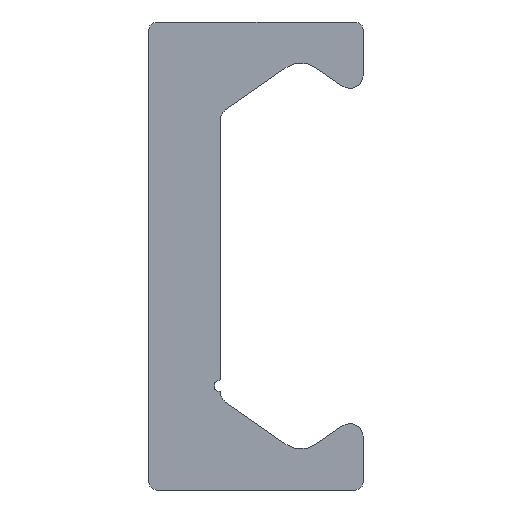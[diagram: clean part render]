
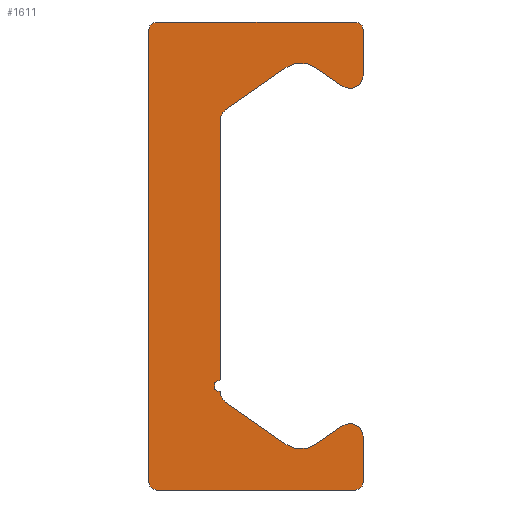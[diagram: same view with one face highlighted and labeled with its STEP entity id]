
A CAD part, left-side view. The second image highlights one B-rep face of the part: STEP entity #1611.
In plain terms, the highlighted planar face has unit normal (-1, 0, 0).
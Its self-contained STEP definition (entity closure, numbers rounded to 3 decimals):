
#804=CARTESIAN_POINT('',(0.0,3.825,-9.));
#805=VERTEX_POINT('',#804);
#812=CARTESIAN_POINT('',(0.0,4.125,-8.7));
#813=VERTEX_POINT('',#812);
#814=CARTESIAN_POINT('',(0.0,3.825,-8.7));
#815=DIRECTION('',(1.0,0.0,0.0));
#816=DIRECTION('',(0.0,0.0,-1.0));
#817=AXIS2_PLACEMENT_3D('',#814,#815,#816);
#818=CIRCLE('',#817,0.3);
#819=EDGE_CURVE('',#805,#813,#818,.T.);
#843=CARTESIAN_POINT('',(0.0,-3.825,-9.));
#844=VERTEX_POINT('',#843);
#851=CARTESIAN_POINT('',(0.0,-3.825,-9.));
#852=DIRECTION('',(0.0,1.0,0.0));
#853=VECTOR('',#852,7.65);
#854=LINE('',#851,#853);
#855=EDGE_CURVE('',#844,#805,#854,.T.);
#875=CARTESIAN_POINT('',(0.0,-4.125,-8.7));
#876=VERTEX_POINT('',#875);
#883=CARTESIAN_POINT('',(0.0,-3.825,-8.7));
#884=DIRECTION('',(1.0,0.0,0.0));
#885=DIRECTION('',(0.0,-1.0,0.0));
#886=AXIS2_PLACEMENT_3D('',#883,#884,#885);
#887=CIRCLE('',#886,0.3);
#888=EDGE_CURVE('',#876,#844,#887,.T.);
#907=CARTESIAN_POINT('',(0.0,-4.125,-6.925));
#908=VERTEX_POINT('',#907);
#915=CARTESIAN_POINT('',(0.0,-4.125,-6.925));
#916=DIRECTION('',(0.0,0.0,-1.0));
#917=VECTOR('',#916,1.775);
#918=LINE('',#915,#917);
#919=EDGE_CURVE('',#908,#876,#918,.T.);
#939=CARTESIAN_POINT('',(0.0,-3.338,-6.515));
#940=VERTEX_POINT('',#939);
#947=CARTESIAN_POINT('',(0.0,-3.625,-6.925));
#948=DIRECTION('',(1.0,0.0,0.0));
#949=DIRECTION('',(0.0,0.574,0.819));
#950=AXIS2_PLACEMENT_3D('',#947,#948,#949);
#951=CIRCLE('',#950,0.5);
#952=EDGE_CURVE('',#940,#908,#951,.T.);
#971=CARTESIAN_POINT('',(0.0,-2.299,-7.243));
#972=VERTEX_POINT('',#971);
#979=CARTESIAN_POINT('',(0.0,-2.299,-7.243));
#980=DIRECTION('',(0.0,-0.819,0.574));
#981=VECTOR('',#980,1.269);
#982=LINE('',#979,#981);
#983=EDGE_CURVE('',#972,#940,#982,.T.);
#1003=CARTESIAN_POINT('',(0.0,-1.151,-7.243));
#1004=VERTEX_POINT('',#1003);
#1011=CARTESIAN_POINT('',(0.0,-1.725,-6.424));
#1012=DIRECTION('',(-1.0,0.0,0.0));
#1013=DIRECTION('',(0.0,0.574,0.819));
#1014=AXIS2_PLACEMENT_3D('',#1011,#1012,#1013);
#1015=CIRCLE('',#1014,1.0);
#1016=EDGE_CURVE('',#1004,#972,#1015,.T.);
#1035=CARTESIAN_POINT('',(0.0,1.162,-5.624));
#1036=VERTEX_POINT('',#1035);
#1043=CARTESIAN_POINT('',(0.0,1.162,-5.624));
#1044=DIRECTION('',(0.0,-0.819,-0.574));
#1045=VECTOR('',#1044,2.824);
#1046=LINE('',#1043,#1045);
#1047=EDGE_CURVE('',#1036,#1004,#1046,.T.);
#1067=CARTESIAN_POINT('',(0.0,1.375,-5.214));
#1068=VERTEX_POINT('',#1067);
#1075=CARTESIAN_POINT('',(0.0,0.875,-5.214));
#1076=DIRECTION('',(-1.0,0.0,0.0));
#1077=DIRECTION('',(0.0,-0.574,0.819));
#1078=AXIS2_PLACEMENT_3D('',#1075,#1076,#1077);
#1079=CIRCLE('',#1078,0.5);
#1080=EDGE_CURVE('',#1068,#1036,#1079,.T.);
#1099=CARTESIAN_POINT('',(0.0,1.375,-5.25));
#1100=VERTEX_POINT('',#1099);
#1107=CARTESIAN_POINT('',(0.0,1.375,-5.25));
#1108=DIRECTION('',(0.0,0.0,1.0));
#1109=VECTOR('',#1108,0.036);
#1110=LINE('',#1107,#1109);
#1111=EDGE_CURVE('',#1100,#1068,#1110,.T.);
#1131=CARTESIAN_POINT('',(0.0,1.375,-4.75));
#1132=VERTEX_POINT('',#1131);
#1139=CARTESIAN_POINT('',(0.0,1.375,-5.0));
#1140=DIRECTION('',(-1.0,0.0,0.0));
#1141=DIRECTION('',(0.0,0.0,1.0));
#1142=AXIS2_PLACEMENT_3D('',#1139,#1140,#1141);
#1143=CIRCLE('',#1142,0.25);
#1144=EDGE_CURVE('',#1132,#1100,#1143,.T.);
#1163=CARTESIAN_POINT('',(0.0,1.375,5.214));
#1164=VERTEX_POINT('',#1163);
#1171=CARTESIAN_POINT('',(0.0,1.375,5.214));
#1172=DIRECTION('',(0.0,0.0,-1.0));
#1173=VECTOR('',#1172,9.964);
#1174=LINE('',#1171,#1173);
#1175=EDGE_CURVE('',#1164,#1132,#1174,.T.);
#1240=CARTESIAN_POINT('',(0.0,1.162,5.624));
#1241=VERTEX_POINT('',#1240);
#1248=CARTESIAN_POINT('',(0.0,0.875,5.214));
#1249=DIRECTION('',(-1.0,0.0,0.0));
#1250=DIRECTION('',(0.0,-1.0,0.0));
#1251=AXIS2_PLACEMENT_3D('',#1248,#1249,#1250);
#1252=CIRCLE('',#1251,0.5);
#1253=EDGE_CURVE('',#1241,#1164,#1252,.T.);
#1272=CARTESIAN_POINT('',(0.0,-1.151,7.243));
#1273=VERTEX_POINT('',#1272);
#1280=CARTESIAN_POINT('',(0.0,-1.151,7.243));
#1281=DIRECTION('',(0.0,0.819,-0.574));
#1282=VECTOR('',#1281,2.824);
#1283=LINE('',#1280,#1282);
#1284=EDGE_CURVE('',#1273,#1241,#1283,.T.);
#1304=CARTESIAN_POINT('',(0.0,-2.299,7.243));
#1305=VERTEX_POINT('',#1304);
#1312=CARTESIAN_POINT('',(0.0,-1.725,6.424));
#1313=DIRECTION('',(-1.0,0.0,0.0));
#1314=DIRECTION('',(0.0,-0.574,-0.819));
#1315=AXIS2_PLACEMENT_3D('',#1312,#1313,#1314);
#1316=CIRCLE('',#1315,1.0);
#1317=EDGE_CURVE('',#1305,#1273,#1316,.T.);
#1336=CARTESIAN_POINT('',(0.0,-3.338,6.515));
#1337=VERTEX_POINT('',#1336);
#1344=CARTESIAN_POINT('',(0.0,-3.338,6.515));
#1345=DIRECTION('',(0.0,0.819,0.574));
#1346=VECTOR('',#1345,1.269);
#1347=LINE('',#1344,#1346);
#1348=EDGE_CURVE('',#1337,#1305,#1347,.T.);
#1368=CARTESIAN_POINT('',(0.0,-4.125,6.925));
#1369=VERTEX_POINT('',#1368);
#1376=CARTESIAN_POINT('',(0.0,-3.625,6.925));
#1377=DIRECTION('',(1.0,0.0,0.0));
#1378=DIRECTION('',(0.0,-1.0,0.0));
#1379=AXIS2_PLACEMENT_3D('',#1376,#1377,#1378);
#1380=CIRCLE('',#1379,0.5);
#1381=EDGE_CURVE('',#1369,#1337,#1380,.T.);
#1400=CARTESIAN_POINT('',(0.0,-4.125,8.7));
#1401=VERTEX_POINT('',#1400);
#1408=CARTESIAN_POINT('',(0.0,-4.125,8.7));
#1409=DIRECTION('',(0.0,0.0,-1.0));
#1410=VECTOR('',#1409,1.775);
#1411=LINE('',#1408,#1410);
#1412=EDGE_CURVE('',#1401,#1369,#1411,.T.);
#1432=CARTESIAN_POINT('',(0.0,-3.825,9.));
#1433=VERTEX_POINT('',#1432);
#1440=CARTESIAN_POINT('',(0.0,-3.825,8.7));
#1441=DIRECTION('',(1.0,0.0,0.0));
#1442=DIRECTION('',(0.0,0.0,1.0));
#1443=AXIS2_PLACEMENT_3D('',#1440,#1441,#1442);
#1444=CIRCLE('',#1443,0.3);
#1445=EDGE_CURVE('',#1433,#1401,#1444,.T.);
#1464=CARTESIAN_POINT('',(0.0,3.825,9.));
#1465=VERTEX_POINT('',#1464);
#1472=CARTESIAN_POINT('',(0.0,3.825,9.));
#1473=DIRECTION('',(0.0,-1.0,0.0));
#1474=VECTOR('',#1473,7.65);
#1475=LINE('',#1472,#1474);
#1476=EDGE_CURVE('',#1465,#1433,#1475,.T.);
#1496=CARTESIAN_POINT('',(0.0,4.125,8.7));
#1497=VERTEX_POINT('',#1496);
#1504=CARTESIAN_POINT('',(0.0,3.825,8.7));
#1505=DIRECTION('',(1.0,0.0,0.0));
#1506=DIRECTION('',(0.0,1.0,0.0));
#1507=AXIS2_PLACEMENT_3D('',#1504,#1505,#1506);
#1508=CIRCLE('',#1507,0.3);
#1509=EDGE_CURVE('',#1497,#1465,#1508,.T.);
#1527=CARTESIAN_POINT('',(0.0,4.125,-8.7));
#1528=DIRECTION('',(0.0,0.0,1.0));
#1529=VECTOR('',#1528,17.4);
#1530=LINE('',#1527,#1529);
#1531=EDGE_CURVE('',#813,#1497,#1530,.T.);
#1582=CARTESIAN_POINT('',(0.0,0.856,-0.029));
#1583=DIRECTION('',(1.0,0.0,0.0));
#1584=DIRECTION('',(0.0,0.0,-1.0));
#1585=AXIS2_PLACEMENT_3D('',#1582,#1583,#1584);
#1586=PLANE('',#1585);
#1587=ORIENTED_EDGE('',*,*,#1531,.F.);
#1588=ORIENTED_EDGE('',*,*,#819,.F.);
#1589=ORIENTED_EDGE('',*,*,#855,.F.);
#1590=ORIENTED_EDGE('',*,*,#888,.F.);
#1591=ORIENTED_EDGE('',*,*,#919,.F.);
#1592=ORIENTED_EDGE('',*,*,#952,.F.);
#1593=ORIENTED_EDGE('',*,*,#983,.F.);
#1594=ORIENTED_EDGE('',*,*,#1016,.F.);
#1595=ORIENTED_EDGE('',*,*,#1047,.F.);
#1596=ORIENTED_EDGE('',*,*,#1080,.F.);
#1597=ORIENTED_EDGE('',*,*,#1111,.F.);
#1598=ORIENTED_EDGE('',*,*,#1144,.F.);
#1599=ORIENTED_EDGE('',*,*,#1175,.F.);
#1600=ORIENTED_EDGE('',*,*,#1253,.F.);
#1601=ORIENTED_EDGE('',*,*,#1284,.F.);
#1602=ORIENTED_EDGE('',*,*,#1317,.F.);
#1603=ORIENTED_EDGE('',*,*,#1348,.F.);
#1604=ORIENTED_EDGE('',*,*,#1381,.F.);
#1605=ORIENTED_EDGE('',*,*,#1412,.F.);
#1606=ORIENTED_EDGE('',*,*,#1445,.F.);
#1607=ORIENTED_EDGE('',*,*,#1476,.F.);
#1608=ORIENTED_EDGE('',*,*,#1509,.F.);
#1609=EDGE_LOOP('',(#1587,#1588,#1589,#1590,#1591,#1592,#1593,#1594,#1595,#1596,#1597,#1598,#1599,#1600,#1601,#1602,#1603,#1604,#1605,#1606,#1607,#1608));
#1610=FACE_OUTER_BOUND('',#1609,.T.);
#1611=ADVANCED_FACE('',(#1610),#1586,.F.);
